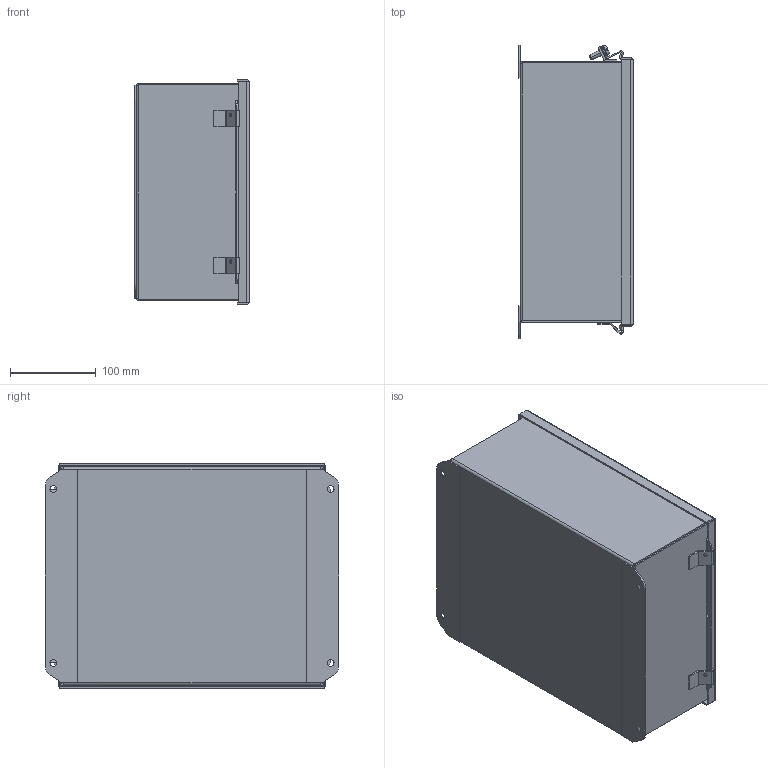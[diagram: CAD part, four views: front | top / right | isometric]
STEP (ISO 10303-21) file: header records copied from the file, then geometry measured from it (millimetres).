
FILE_DESCRIPTION (( 'STEP AP214' ), '1' );
FILE_NAME ('HJ12105LP.STEP', '2019-09-05T13:32:26', ( '' ), ( '' ), 'SwSTEP 2.0', 'SolidWorks 2018', '' );
FILE_SCHEMA (( 'AUTOMOTIVE_DESIGN' ));
Length unit declared in the file: inch
Products named in the file (1): HJ12105LP
Bounding box: 133.83 x 342.9 x 261.92 mm (x, y, z)
Volume: 697950.2 mm3; surface area: 760524.3 mm2
Topology: 19 solids, 20 shells, 622 faces, 1509 edges, 929 vertices
Faces by surface type: plane 341, cylinder 156, bspline 65, cone 52, torus 8
Entity records: 30023 total; most frequent: CARTESIAN_POINT 7512, ORIENTED_EDGE 2990, DIRECTION 2803, EDGE_CURVE 1495, LINE 967, VECTOR 967, VERTEX_POINT 929, AXIS2_PLACEMENT_3D 918
